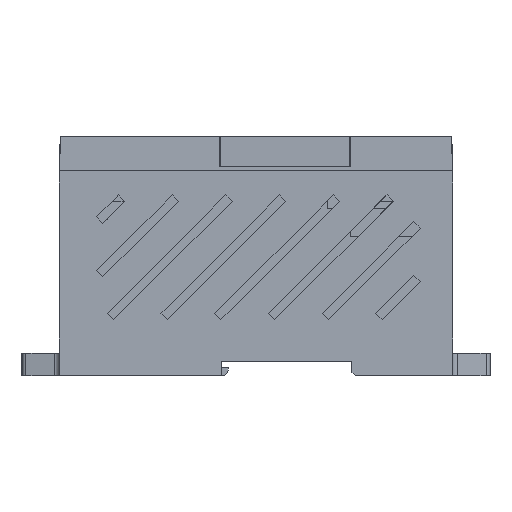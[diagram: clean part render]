
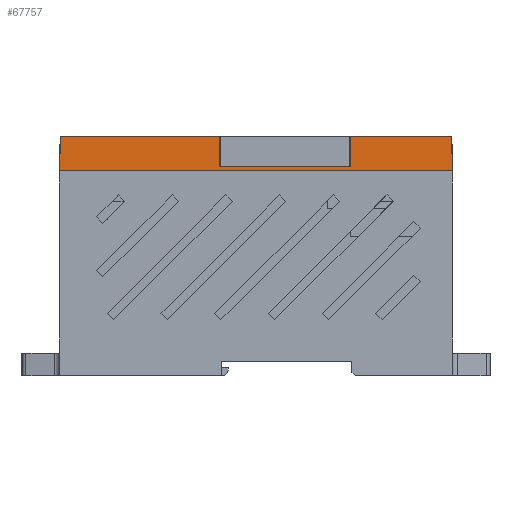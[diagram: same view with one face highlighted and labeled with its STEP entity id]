
A CAD part, left-side view. The second image highlights one B-rep face of the part: STEP entity #67757.
In plain terms, the highlighted planar face has unit normal (-1, 0, 0.018).
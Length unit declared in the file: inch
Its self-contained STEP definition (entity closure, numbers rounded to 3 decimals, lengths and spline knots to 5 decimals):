
#2015 = CARTESIAN_POINT ( 'NONE',  ( -3.25603, 0.01577, 5.82245 ) ) ;
#2016 = DIRECTION ( 'NONE',  ( 0., -1., 0. ) ) ;
#2017 = VECTOR ( 'NONE', #2016, 39.37008 ) ;
#2018 = CARTESIAN_POINT ( 'NONE',  ( -3.25603, -1.73599, 5.82245 ) ) ;
#2019 = LINE ( 'NONE', #2018, #2017 ) ;
#2021 = CARTESIAN_POINT ( 'NONE',  ( -3.25603, 1.08707, 5.82245 ) ) ;
#3120 = CARTESIAN_POINT ( 'NONE',  ( -3.25603, 4.18837, 5.82245 ) ) ;
#3162 = CARTESIAN_POINT ( 'NONE',  ( -3.25603, 2.48707, 5.82245 ) ) ;
#3163 = DIRECTION ( 'NONE',  ( 0., -1., 0. ) ) ;
#3164 = VECTOR ( 'NONE', #3163, 39.37008 ) ;
#3165 = CARTESIAN_POINT ( 'NONE',  ( -3.25603, -1.73599, 5.82245 ) ) ;
#3166 = LINE ( 'NONE', #3165, #3164 ) ;
#17262 = VERTEX_POINT ( 'NONE', #2021 ) ;
#17266 = EDGE_CURVE ( 'NONE', #17262, #17267, #2019, .T. ) ;
#17267 = VERTEX_POINT ( 'NONE', #2015 ) ;
#31916 = CARTESIAN_POINT ( 'NONE',  ( -3.26244, 4.20704, 5.4551 ) ) ;
#32102 = DIRECTION ( 'NONE',  ( 0.017, -0.051, 0.999 ) ) ;
#32103 = VECTOR ( 'NONE', #32102, 39.37008 ) ;
#32104 = CARTESIAN_POINT ( 'NONE',  ( -3.27307, 4.23799, 4.84631 ) ) ;
#32105 = LINE ( 'NONE', #32104, #32103 ) ;
#32853 = CARTESIAN_POINT ( 'NONE',  ( -3.26244, -0.00291, 5.4551 ) ) ;
#32930 = DIRECTION ( 'NONE',  ( -0.017, -0.051, -0.999 ) ) ;
#32931 = VECTOR ( 'NONE', #32930, 39.37008 ) ;
#32932 = CARTESIAN_POINT ( 'NONE',  ( -3.27986, -0.05363, 4.45723 ) ) ;
#32933 = LINE ( 'NONE', #32932, #32931 ) ;
#33494 = CARTESIAN_POINT ( 'NONE',  ( -3.2617, 1.08707, 5.49745 ) ) ;
#33495 = DIRECTION ( 'NONE',  ( 0.017, 0., 1. ) ) ;
#33496 = VECTOR ( 'NONE', #33495, 39.37008 ) ;
#33497 = CARTESIAN_POINT ( 'NONE',  ( -3.26245, 1.08707, 5.4546 ) ) ;
#33498 = LINE ( 'NONE', #33497, #33496 ) ;
#33537 = DIRECTION ( 'NONE',  ( 0.017, 0., 1. ) ) ;
#33538 = VECTOR ( 'NONE', #33537, 39.37008 ) ;
#33539 = CARTESIAN_POINT ( 'NONE',  ( -3.2617, 2.48707, 5.49744 ) ) ;
#33540 = LINE ( 'NONE', #33539, #33538 ) ;
#33542 = CARTESIAN_POINT ( 'NONE',  ( -3.2617, 2.48707, 5.49745 ) ) ;
#33543 = DIRECTION ( 'NONE',  ( 0., -1., 0. ) ) ;
#33544 = VECTOR ( 'NONE', #33543, 39.37008 ) ;
#33545 = CARTESIAN_POINT ( 'NONE',  ( -3.2617, 1.08707, 5.49745 ) ) ;
#33546 = LINE ( 'NONE', #33545, #33544 ) ;
#33549 = FACE_OUTER_BOUND ( 'NONE', #67759, .T. ) ;
#33574 = CARTESIAN_POINT ( 'NONE',  ( -3.26244, 0., 5.4551 ) ) ;
#33575 = LINE ( 'NONE', #33574, #33625 ) ;
#33576 = DIRECTION ( 'NONE',  ( 0.017, 0., 1. ) ) ;
#33577 = DIRECTION ( 'NONE',  ( -1., 0., 0.017 ) ) ;
#33578 = CARTESIAN_POINT ( 'NONE',  ( -3.26245, 0., 5.4546 ) ) ;
#33579 = AXIS2_PLACEMENT_3D ( 'NONE', #33578, #33577, #33576 ) ;
#33580 = PLANE ( 'NONE',  #33579 ) ;
#33624 = DIRECTION ( 'NONE',  ( 0., 1., 0. ) ) ;
#33625 = VECTOR ( 'NONE', #33624, 39.37008 ) ;
#42163 = VERTEX_POINT ( 'NONE', #3120 ) ;
#42166 = EDGE_CURVE ( 'NONE', #42163, #42167, #3166, .T. ) ;
#42167 = VERTEX_POINT ( 'NONE', #3162 ) ;
#66517 = VERTEX_POINT ( 'NONE', #31916 ) ;
#66624 = EDGE_CURVE ( 'NONE', #66517, #42163, #32105, .T. ) ;
#67246 = VERTEX_POINT ( 'NONE', #32853 ) ;
#67360 = EDGE_CURVE ( 'NONE', #17267, #67246, #32933, .T. ) ;
#67704 = ORIENTED_EDGE ( 'NONE', *, *, #67705, .F. ) ;
#67705 = EDGE_CURVE ( 'NONE', #67707, #17262, #33498, .T. ) ;
#67707 = VERTEX_POINT ( 'NONE', #33494 ) ;
#67710 = ORIENTED_EDGE ( 'NONE', *, *, #67713, .F. ) ;
#67713 = EDGE_CURVE ( 'NONE', #67714, #67707, #33546, .T. ) ;
#67714 = VERTEX_POINT ( 'NONE', #33542 ) ;
#67718 = ORIENTED_EDGE ( 'NONE', *, *, #67719, .T. ) ;
#67719 = EDGE_CURVE ( 'NONE', #67714, #42167, #33540, .T. ) ;
#67724 = ORIENTED_EDGE ( 'NONE', *, *, #42166, .F. ) ;
#67726 = ORIENTED_EDGE ( 'NONE', *, *, #66624, .F. ) ;
#67757 = ADVANCED_FACE ( 'NONE', ( #33549 ), #33580, .T. ) ;
#67759 = EDGE_LOOP ( 'NONE', ( #67761, #67766, #67767, #67704, #67710, #67718, #67724, #67726 ) ) ;
#67761 = ORIENTED_EDGE ( 'NONE', *, *, #67763, .F. ) ;
#67763 = EDGE_CURVE ( 'NONE', #67246, #66517, #33575, .T. ) ;
#67766 = ORIENTED_EDGE ( 'NONE', *, *, #67360, .F. ) ;
#67767 = ORIENTED_EDGE ( 'NONE', *, *, #17266, .F. ) ;
